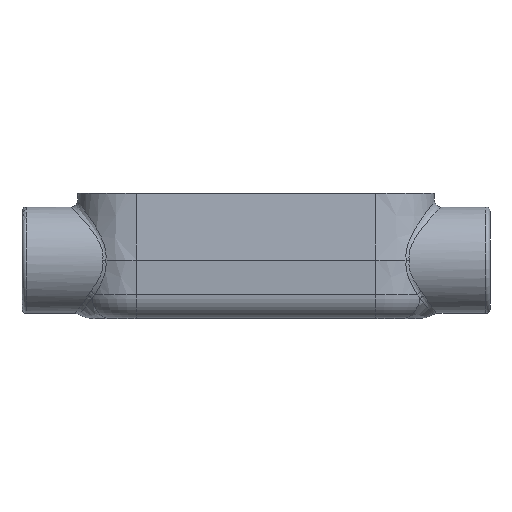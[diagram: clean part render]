
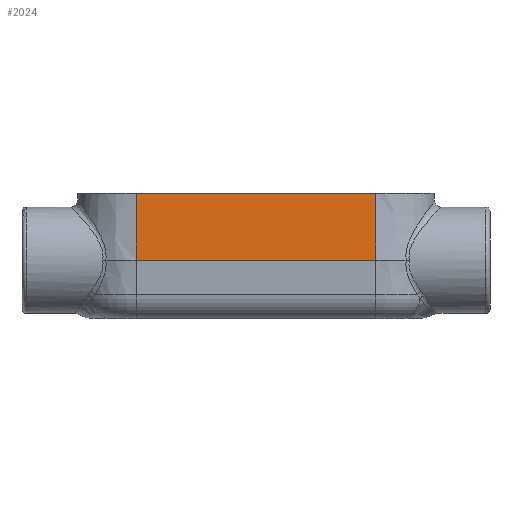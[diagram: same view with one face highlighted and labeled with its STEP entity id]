
A CAD part, front view. The second image highlights one B-rep face of the part: STEP entity #2024.
In plain terms, the highlighted planar face has unit normal (0, -0.999, 0.052).
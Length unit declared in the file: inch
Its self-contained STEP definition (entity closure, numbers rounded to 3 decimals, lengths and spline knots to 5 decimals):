
#192=FACE_OUTER_BOUND('',#329,.T.);
#329=EDGE_LOOP('',(#1478,#1479,#1480,#1481));
#652=LINE('',#3933,#747);
#653=LINE('',#3937,#748);
#654=LINE('',#3938,#749);
#655=LINE('',#3939,#750);
#747=VECTOR('',#2593,1.00137);
#748=VECTOR('',#2596,1.00137);
#749=VECTOR('',#2597,3.593);
#750=VECTOR('',#2598,3.593);
#885=VERTEX_POINT('',#3470);
#950=VERTEX_POINT('',#3931);
#951=VERTEX_POINT('',#3935);
#952=VERTEX_POINT('',#3936);
#1161=EDGE_CURVE('',#885,#950,#652,.T.);
#1162=EDGE_CURVE('',#951,#952,#653,.T.);
#1163=EDGE_CURVE('',#951,#885,#654,.F.);
#1164=EDGE_CURVE('',#952,#950,#655,.F.);
#1478=ORIENTED_EDGE('',*,*,#1162,.F.);
#1479=ORIENTED_EDGE('',*,*,#1163,.T.);
#1480=ORIENTED_EDGE('',*,*,#1161,.T.);
#1481=ORIENTED_EDGE('',*,*,#1164,.F.);
#1985=PLANE('',#2226);
#2024=ADVANCED_FACE('',(#192),#1985,.F.);
#2226=AXIS2_PLACEMENT_3D('',#3934,#2594,#2595);
#2593=DIRECTION('',(0.,0.052,0.999));
#2594=DIRECTION('center_axis',(0.,0.999,
-0.052));
#2595=DIRECTION('ref_axis',(0.,0.052,0.999));
#2596=DIRECTION('',(0.,0.052,0.999));
#2597=DIRECTION('',(-1.,0.,0.));
#2598=DIRECTION('',(-1.,0.,0.));
#3470=CARTESIAN_POINT('',(3.734,-1.58366,-1.));
#3931=CARTESIAN_POINT('',(3.734,-1.53125,0.));
#3933=CARTESIAN_POINT('',(3.734,-1.58366,-1.));
#3934=CARTESIAN_POINT('Origin',(1.9375,-1.53125,0.));
#3935=CARTESIAN_POINT('',(0.141,-1.58366,-1.));
#3936=CARTESIAN_POINT('',(0.141,-1.53125,0.));
#3937=CARTESIAN_POINT('',(0.141,-1.58366,-1.));
#3938=CARTESIAN_POINT('',(3.734,-1.58366,-1.));
#3939=CARTESIAN_POINT('',(3.734,-1.53125,0.));
